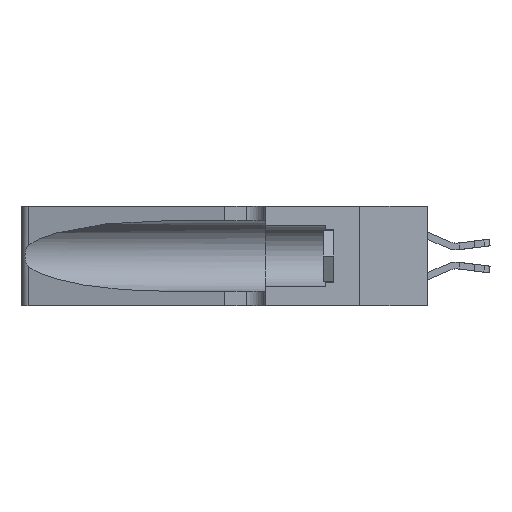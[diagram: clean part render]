
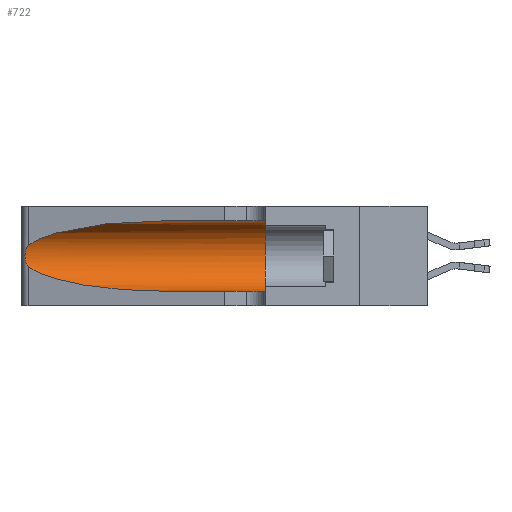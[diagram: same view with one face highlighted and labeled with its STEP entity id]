
A CAD part, left-side view. The second image highlights one B-rep face of the part: STEP entity #722.
In plain terms, the highlighted cylindrical face has radius 3.308 mm (diameter 6.617 mm), a partial arc.
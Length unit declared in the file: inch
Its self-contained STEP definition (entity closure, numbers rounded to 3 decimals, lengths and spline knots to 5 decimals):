
#94 = CIRCLE ( 'NONE', #26643, 0.13025 ) ;
#103 = CYLINDRICAL_SURFACE ( 'NONE', #8531, 0.13025 ) ;
#410 = FACE_OUTER_BOUND ( 'NONE', #630, .T. ) ;
#495 = CARTESIAN_POINT ( 'NONE',  ( 0.26017, 1.23833, 0.17102 ) ) ;
#630 = EDGE_LOOP ( 'NONE', ( #22532, #2610, #28885, #9255, #5948, #7504 ) ) ;
#722 = ADVANCED_FACE ( 'NONE', ( #410 ), #103, .F. ) ;
#744 = CARTESIAN_POINT ( 'NONE',  ( 0.1305, 1.61858, 0.185 ) ) ;
#777 = CARTESIAN_POINT ( 'NONE',  ( 0.26075, 1.23896, 0.19203 ) ) ;
#1379 = EDGE_CURVE ( 'NONE', #16511, #8009, #16067, .T. ) ;
#1421 = DIRECTION ( 'NONE',  ( 0., 1., 0. ) ) ;
#1545 = CARTESIAN_POINT ( 'NONE',  ( 0.25555, 1.22993, 0.14849 ) ) ;
#1812 = VERTEX_POINT ( 'NONE', #8994 ) ;
#2610 = ORIENTED_EDGE ( 'NONE', *, *, #1379, .T. ) ;
#2675 = VERTEX_POINT ( 'NONE', #21252 ) ;
#2826 = CARTESIAN_POINT ( 'NONE',  ( 0.25789, 1.23486, 0.15765 ) ) ;
#3116 = CARTESIAN_POINT ( 'NONE',  ( 0.26075, 1.23896, 0.178 ) ) ;
#3284 = DIRECTION ( 'NONE',  ( 0., 0., -1. ) ) ;
#3451 = LINE ( 'NONE', #4090, #6595 ) ;
#3768 = EDGE_CURVE ( 'NONE', #19922, #1812, #28321, .T. ) ;
#3795 = VECTOR ( 'NONE', #4783, 39.37008 ) ;
#4090 = CARTESIAN_POINT ( 'NONE',  ( 0.1305, 1.61858, 0.05475 ) ) ;
#4259 = CARTESIAN_POINT ( 'NONE',  ( 0.18966, 0.96281, 0.05475 ) ) ;
#4783 = DIRECTION ( 'NONE',  ( 0., -1., 0. ) ) ;
#5357 = CARTESIAN_POINT ( 'NONE',  ( 0.1305, 0.72297, 0.05475 ) ) ;
#5731 = CARTESIAN_POINT ( 'NONE',  ( 0.25487, 1.22718, 0.14631 ) ) ;
#5794 = CARTESIAN_POINT ( 'NONE',  ( 0.1305, 0.35, 0.185 ) ) ;
#5948 = ORIENTED_EDGE ( 'NONE', *, *, #23856, .F. ) ;
#6595 = VECTOR ( 'NONE', #19694, 39.37008 ) ;
#7376 = EDGE_CURVE ( 'NONE', #19922, #16511, #13906, .T. ) ;
#7447 = CARTESIAN_POINT ( 'NONE',  ( 0.2373, 1.15595, 0.28018 ) ) ;
#7504 = ORIENTED_EDGE ( 'NONE', *, *, #3768, .F. ) ;
#8009 = VERTEX_POINT ( 'NONE', #26675 ) ;
#8531 = AXIS2_PLACEMENT_3D ( 'NONE', #744, #11976, #3284 ) ;
#8994 = CARTESIAN_POINT ( 'NONE',  ( 0.1305, 0.35, 0.31525 ) ) ;
#9255 = ORIENTED_EDGE ( 'NONE', *, *, #18519, .T. ) ;
#9440 =( BOUNDED_CURVE ( )  B_SPLINE_CURVE ( 3, ( #17034, #17795, #4259, #19960 ),
 .UNSPECIFIED., .F., .T. ) 
 B_SPLINE_CURVE_WITH_KNOTS ( ( 4, 4 ),
 ( 3.44316, 4.71239 ),
 .UNSPECIFIED. ) 
 CURVE ( )  GEOMETRIC_REPRESENTATION_ITEM ( )  RATIONAL_B_SPLINE_CURVE ( ( 1., 0.87, 0.87, 1. ) ) 
 REPRESENTATION_ITEM ( '' )  );
#9482 = CARTESIAN_POINT ( 'NONE',  ( 0.25555, 1.22994, 0.2215 ) ) ;
#10206 = CARTESIAN_POINT ( 'NONE',  ( 0.25639, 1.23186, 0.15144 ) ) ;
#10403 = DIRECTION ( 'NONE',  ( 0., 0., 1. ) ) ;
#11852 = CARTESIAN_POINT ( 'NONE',  ( 0.18966, 0.96281, 0.31525 ) ) ;
#11976 = DIRECTION ( 'NONE',  ( 0., -1., 0. ) ) ;
#13886 = CARTESIAN_POINT ( 'NONE',  ( 0.25854, 1.2359, 0.20912 ) ) ;
#13906 =( BOUNDED_CURVE ( )  B_SPLINE_CURVE ( 3, ( #18455, #11852, #7447, #25418 ),
 .UNSPECIFIED., .F., .F. ) 
 B_SPLINE_CURVE_WITH_KNOTS ( ( 4, 4 ),
 ( 1.5708, 2.84003 ),
 .UNSPECIFIED. ) 
 CURVE ( )  GEOMETRIC_REPRESENTATION_ITEM ( )  RATIONAL_B_SPLINE_CURVE ( ( 1., 0.87, 0.87, 1. ) ) 
 REPRESENTATION_ITEM ( '' )  );
#13929 = CARTESIAN_POINT ( 'NONE',  ( 0.25487, 1.22718, 0.22369 ) ) ;
#14117 = CARTESIAN_POINT ( 'NONE',  ( 0.1305, 0.72297, 0.31525 ) ) ;
#16067 = B_SPLINE_CURVE_WITH_KNOTS ( 'NONE', 3,
 ( #16239, #9482, #25186, #22817, #13886, #27403, #777, #3116, #495, #16138, #2826, #10206, #1545, #5731 ),
 .UNSPECIFIED., .F., .F.,
 ( 4, 2, 2, 2, 2, 2, 4 ),
 ( 0., 0.00027, 0.00053, 0.00107, 0.0016, 0.00187, 0.00214 ),
 .UNSPECIFIED. ) ;
#16138 = CARTESIAN_POINT ( 'NONE',  ( 0.25856, 1.23593, 0.16098 ) ) ;
#16239 = CARTESIAN_POINT ( 'NONE',  ( 0.25487, 1.22718, 0.22369 ) ) ;
#16511 = VERTEX_POINT ( 'NONE', #13929 ) ;
#17034 = CARTESIAN_POINT ( 'NONE',  ( 0.25487, 1.22718, 0.14631 ) ) ;
#17795 = CARTESIAN_POINT ( 'NONE',  ( 0.2373, 1.15595, 0.08982 ) ) ;
#18455 = CARTESIAN_POINT ( 'NONE',  ( 0.1305, 0.72297, 0.31525 ) ) ;
#18519 = EDGE_CURVE ( 'NONE', #18793, #2675, #3451, .T. ) ;
#18793 = VERTEX_POINT ( 'NONE', #5357 ) ;
#18957 = EDGE_CURVE ( 'NONE', #8009, #18793, #9440, .T. ) ;
#19694 = DIRECTION ( 'NONE',  ( 0., -1., 0. ) ) ;
#19922 = VERTEX_POINT ( 'NONE', #14117 ) ;
#19960 = CARTESIAN_POINT ( 'NONE',  ( 0.1305, 0.72297, 0.05475 ) ) ;
#21252 = CARTESIAN_POINT ( 'NONE',  ( 0.1305, 0.35, 0.05475 ) ) ;
#22532 = ORIENTED_EDGE ( 'NONE', *, *, #7376, .T. ) ;
#22817 = CARTESIAN_POINT ( 'NONE',  ( 0.25787, 1.23484, 0.2124 ) ) ;
#23856 = EDGE_CURVE ( 'NONE', #1812, #2675, #94, .T. ) ;
#25103 = CARTESIAN_POINT ( 'NONE',  ( 0.1305, 1.61858, 0.31525 ) ) ;
#25186 = CARTESIAN_POINT ( 'NONE',  ( 0.25639, 1.23184, 0.21858 ) ) ;
#25418 = CARTESIAN_POINT ( 'NONE',  ( 0.25487, 1.22718, 0.22369 ) ) ;
#26643 = AXIS2_PLACEMENT_3D ( 'NONE', #5794, #1421, #10403 ) ;
#26675 = CARTESIAN_POINT ( 'NONE',  ( 0.25487, 1.22718, 0.14631 ) ) ;
#27403 = CARTESIAN_POINT ( 'NONE',  ( 0.26018, 1.23835, 0.19895 ) ) ;
#28321 = LINE ( 'NONE', #25103, #3795 ) ;
#28885 = ORIENTED_EDGE ( 'NONE', *, *, #18957, .T. ) ;
